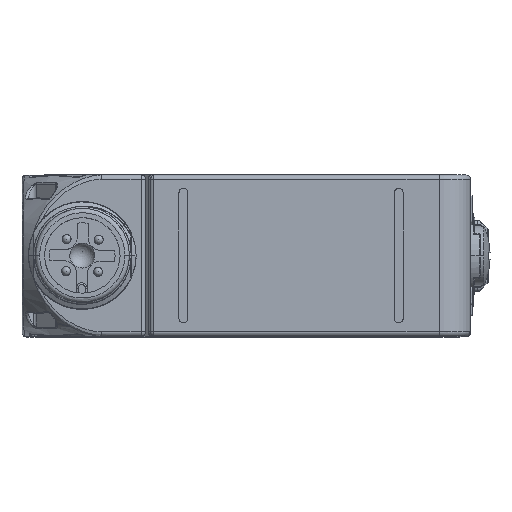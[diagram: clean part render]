
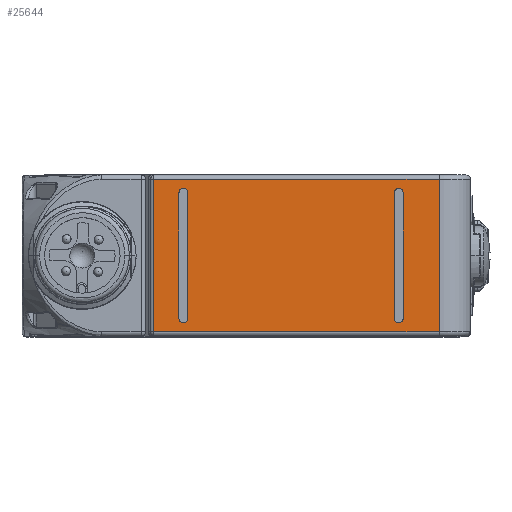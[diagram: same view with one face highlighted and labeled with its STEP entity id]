
A CAD part, top view. The second image highlights one B-rep face of the part: STEP entity #25644.
In plain terms, the highlighted planar face has unit normal (0, 0, 1).
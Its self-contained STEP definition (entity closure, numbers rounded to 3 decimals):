
#592 = CARTESIAN_POINT ( 'NONE',  ( 220.238, -111.841, 10.634 ) ) ;
#891 = EDGE_CURVE ( 'NONE', #24421, #7622, #49853, .T. ) ;
#1212 = ORIENTED_EDGE ( 'NONE', *, *, #62660, .F. ) ;
#1595 = CARTESIAN_POINT ( 'NONE',  ( 212.238, -127.341, 10.634 ) ) ;
#2024 = DIRECTION ( 'NONE',  ( -1., 0., 0. ) ) ;
#2882 = VERTEX_POINT ( 'NONE', #2934 ) ;
#2934 = CARTESIAN_POINT ( 'NONE',  ( 184.946, -111.841, 10.634 ) ) ;
#4185 = CARTESIAN_POINT ( 'NONE',  ( 187.738, -111.841, 10.634 ) ) ;
#5364 = DIRECTION ( 'NONE',  ( 0., 1., 0. ) ) ;
#5452 = CARTESIAN_POINT ( 'NONE',  ( 212.238, -113.341, 10.634 ) ) ;
#5569 = PLANE ( 'NONE',  #53365 ) ;
#5724 = CARTESIAN_POINT ( 'NONE',  ( 216.738, -111.841, 10.634 ) ) ;
#6189 = ORIENTED_EDGE ( 'NONE', *, *, #891, .F. ) ;
#6394 = VECTOR ( 'NONE', #34972, 1000. ) ;
#7315 = DIRECTION ( 'NONE',  ( 0., 0., 1. ) ) ;
#7382 = EDGE_CURVE ( 'NONE', #36534, #24421, #45935, .T. ) ;
#7622 = VERTEX_POINT ( 'NONE', #17510 ) ;
#8378 = AXIS2_PLACEMENT_3D ( 'NONE', #5452, #36439, #31420 ) ;
#9539 = EDGE_CURVE ( 'NONE', #50551, #36534, #26737, .T. ) ;
#9810 = CIRCLE ( 'NONE', #31023, 0.5 ) ;
#9994 = CARTESIAN_POINT ( 'NONE',  ( 187.738, -127.341, 10.634 ) ) ;
#10576 = FACE_BOUND ( 'NONE', #56191, .T. ) ;
#10851 = EDGE_CURVE ( 'NONE', #2882, #22665, #28161, .T. ) ;
#12299 = CARTESIAN_POINT ( 'NONE',  ( 216.738, -111.841, 10.634 ) ) ;
#12935 = AXIS2_PLACEMENT_3D ( 'NONE', #1595, #58232, #21905 ) ;
#13080 = CARTESIAN_POINT ( 'NONE',  ( 187.738, -113.341, 10.634 ) ) ;
#13899 = VECTOR ( 'NONE', #47280, 1000. ) ;
#14923 = CARTESIAN_POINT ( 'NONE',  ( 211.738, -127.341, 10.634 ) ) ;
#15705 = LINE ( 'NONE', #51033, #56517 ) ;
#15922 = VERTEX_POINT ( 'NONE', #59131 ) ;
#16223 = VECTOR ( 'NONE', #21057, 1000. ) ;
#16638 = VERTEX_POINT ( 'NONE', #59889 ) ;
#17291 = EDGE_CURVE ( 'NONE', #15922, #37932, #17364, .T. ) ;
#17364 = LINE ( 'NONE', #47329, #23080 ) ;
#17510 = CARTESIAN_POINT ( 'NONE',  ( 211.738, -113.341, 10.634 ) ) ;
#19832 = CARTESIAN_POINT ( 'NONE',  ( 212.738, -113.341, 10.634 ) ) ;
#21057 = DIRECTION ( 'NONE',  ( 0., 1., 0. ) ) ;
#21905 = DIRECTION ( 'NONE',  ( -1., 0., 0. ) ) ;
#22360 = CARTESIAN_POINT ( 'NONE',  ( 188.738, -127.341, 10.634 ) ) ;
#22557 = CARTESIAN_POINT ( 'NONE',  ( 212.738, -127.341, 10.634 ) ) ;
#22665 = VERTEX_POINT ( 'NONE', #5724 ) ;
#23080 = VECTOR ( 'NONE', #2024, 1000. ) ;
#24421 = VERTEX_POINT ( 'NONE', #19832 ) ;
#24843 = DIRECTION ( 'NONE',  ( 0., -1., 0. ) ) ;
#25644 = ADVANCED_FACE ( 'NONE', ( #46860, #10576, #26216 ), #5569, .F. ) ;
#26216 = FACE_BOUND ( 'NONE', #60069, .T. ) ;
#26544 = CARTESIAN_POINT ( 'NONE',  ( 188.238, -113.341, 10.634 ) ) ;
#26737 = CIRCLE ( 'NONE', #12935, 0.5 ) ;
#26848 = ORIENTED_EDGE ( 'NONE', *, *, #42464, .F. ) ;
#26969 = LINE ( 'NONE', #12299, #13899 ) ;
#28161 = LINE ( 'NONE', #54826, #55724 ) ;
#29224 = EDGE_CURVE ( 'NONE', #7622, #50551, #55263, .T. ) ;
#29930 = DIRECTION ( 'NONE',  ( 0., -1., 0. ) ) ;
#31023 = AXIS2_PLACEMENT_3D ( 'NONE', #26544, #52890, #62878 ) ;
#31139 = VERTEX_POINT ( 'NONE', #13080 ) ;
#31420 = DIRECTION ( 'NONE',  ( -1., 0., 0. ) ) ;
#33680 = ORIENTED_EDGE ( 'NONE', *, *, #36981, .F. ) ;
#33934 = VECTOR ( 'NONE', #29930, 1000. ) ;
#34187 = EDGE_CURVE ( 'NONE', #61857, #16638, #15705, .T. ) ;
#34972 = DIRECTION ( 'NONE',  ( 0., 1., 0. ) ) ;
#35811 = EDGE_CURVE ( 'NONE', #37932, #2882, #46699, .T. ) ;
#36439 = DIRECTION ( 'NONE',  ( 0., 0., 1. ) ) ;
#36479 = AXIS2_PLACEMENT_3D ( 'NONE', #56976, #7315, #51989 ) ;
#36534 = VERTEX_POINT ( 'NONE', #22557 ) ;
#36981 = EDGE_CURVE ( 'NONE', #52550, #61857, #63073, .T. ) ;
#37208 = DIRECTION ( 'NONE',  ( -1., 0., 0. ) ) ;
#37932 = VERTEX_POINT ( 'NONE', #58628 ) ;
#38292 = ORIENTED_EDGE ( 'NONE', *, *, #35811, .F. ) ;
#42404 = ORIENTED_EDGE ( 'NONE', *, *, #54723, .F. ) ;
#42464 = EDGE_CURVE ( 'NONE', #16638, #31139, #9810, .T. ) ;
#43809 = DIRECTION ( 'NONE',  ( 1., 0., 0. ) ) ;
#44840 = LINE ( 'NONE', #4185, #54348 ) ;
#45935 = LINE ( 'NONE', #50297, #6394 ) ;
#46699 = LINE ( 'NONE', #50750, #16223 ) ;
#46860 = FACE_OUTER_BOUND ( 'NONE', #55487, .T. ) ;
#47194 = DIRECTION ( 'NONE',  ( 0., 0., -1. ) ) ;
#47280 = DIRECTION ( 'NONE',  ( 0., -1., 0. ) ) ;
#47329 = CARTESIAN_POINT ( 'NONE',  ( 220.238, -128.841, 10.634 ) ) ;
#47740 = ORIENTED_EDGE ( 'NONE', *, *, #7382, .F. ) ;
#49853 = CIRCLE ( 'NONE', #8378, 0.5 ) ;
#50297 = CARTESIAN_POINT ( 'NONE',  ( 212.738, -111.841, 10.634 ) ) ;
#50551 = VERTEX_POINT ( 'NONE', #14923 ) ;
#50750 = CARTESIAN_POINT ( 'NONE',  ( 184.946, -111.841, 10.634 ) ) ;
#51033 = CARTESIAN_POINT ( 'NONE',  ( 188.738, -111.841, 10.634 ) ) ;
#51989 = DIRECTION ( 'NONE',  ( 1., 0., 0. ) ) ;
#52255 = ORIENTED_EDGE ( 'NONE', *, *, #17291, .F. ) ;
#52281 = ORIENTED_EDGE ( 'NONE', *, *, #10851, .F. ) ;
#52550 = VERTEX_POINT ( 'NONE', #9994 ) ;
#52890 = DIRECTION ( 'NONE',  ( 0., 0., 1. ) ) ;
#53365 = AXIS2_PLACEMENT_3D ( 'NONE', #592, #47194, #37208 ) ;
#54348 = VECTOR ( 'NONE', #24843, 1000. ) ;
#54630 = CARTESIAN_POINT ( 'NONE',  ( 211.738, -111.841, 10.634 ) ) ;
#54723 = EDGE_CURVE ( 'NONE', #22665, #15922, #26969, .T. ) ;
#54826 = CARTESIAN_POINT ( 'NONE',  ( 220.238, -111.841, 10.634 ) ) ;
#55263 = LINE ( 'NONE', #54630, #33934 ) ;
#55487 = EDGE_LOOP ( 'NONE', ( #42404, #52281, #38292, #52255 ) ) ;
#55724 = VECTOR ( 'NONE', #43809, 1000. ) ;
#56191 = EDGE_LOOP ( 'NONE', ( #65799, #33680, #1212, #26848 ) ) ;
#56473 = ORIENTED_EDGE ( 'NONE', *, *, #29224, .F. ) ;
#56517 = VECTOR ( 'NONE', #5364, 1000. ) ;
#56976 = CARTESIAN_POINT ( 'NONE',  ( 188.238, -127.341, 10.634 ) ) ;
#58232 = DIRECTION ( 'NONE',  ( 0., 0., 1. ) ) ;
#58628 = CARTESIAN_POINT ( 'NONE',  ( 184.946, -128.841, 10.634 ) ) ;
#59131 = CARTESIAN_POINT ( 'NONE',  ( 216.738, -128.841, 10.634 ) ) ;
#59640 = ORIENTED_EDGE ( 'NONE', *, *, #9539, .F. ) ;
#59889 = CARTESIAN_POINT ( 'NONE',  ( 188.738, -113.341, 10.634 ) ) ;
#60069 = EDGE_LOOP ( 'NONE', ( #47740, #59640, #56473, #6189 ) ) ;
#61857 = VERTEX_POINT ( 'NONE', #22360 ) ;
#62660 = EDGE_CURVE ( 'NONE', #31139, #52550, #44840, .T. ) ;
#62878 = DIRECTION ( 'NONE',  ( 1., 0., 0. ) ) ;
#63073 = CIRCLE ( 'NONE', #36479, 0.5 ) ;
#65799 = ORIENTED_EDGE ( 'NONE', *, *, #34187, .F. ) ;
